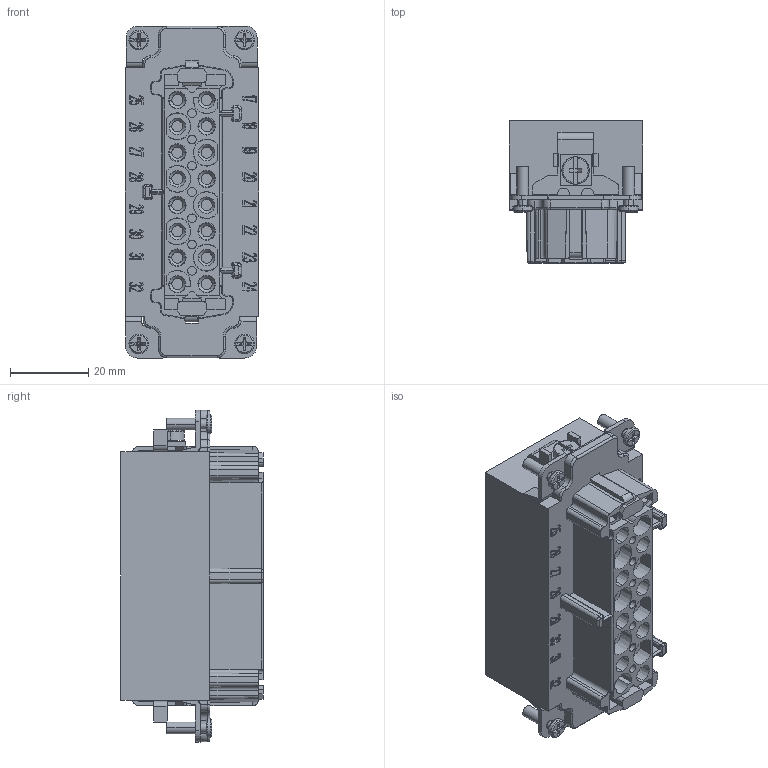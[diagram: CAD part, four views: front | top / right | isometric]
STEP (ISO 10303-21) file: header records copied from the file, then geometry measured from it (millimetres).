
FILE_DESCRIPTION((''),'2;1');
FILE_NAME('HE016FSW','2017-07-19T',('tl.yang'),(''),'PRO/ENGINEER BY PARAMETRIC TECHNOLOGY CORPORATION, 2011500','PRO/ENGINEER BY PARAMETRIC TECHNOLOGY CORPORATION, 2011500','');
FILE_SCHEMA(('CONFIG_CONTROL_DESIGN'));
Products named in the file (1): HE016FSW
Bounding box: 34 x 36.25 x 84.7 mm (x, y, z)
Volume: 58136.4 mm3; surface area: 22680.7 mm2
Topology: 1 solids, 2 shells, 3191 faces, 8871 edges, 5855 vertices
Faces by surface type: plane 2764, cylinder 244, cone 130, bspline 29, torus 22, sphere 2
Entity records: 101477 total; most frequent: CARTESIAN_POINT 19055, ORIENTED_EDGE 17742, DIRECTION 15898, EDGE_CURVE 8871, VECTOR 8046, LINE 8046, VERTEX_POINT 5855, AXIS2_PLACEMENT_3D 3926
